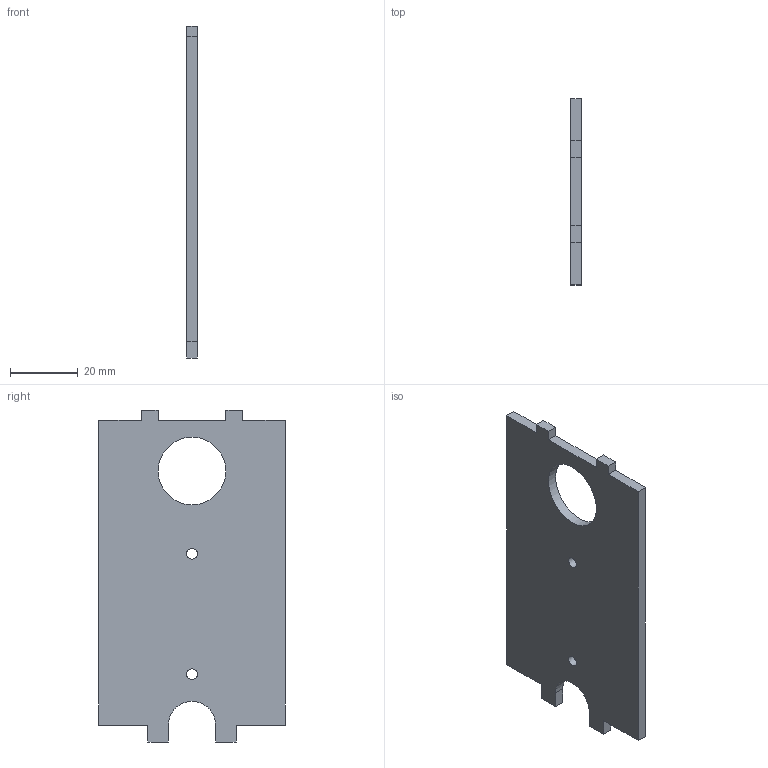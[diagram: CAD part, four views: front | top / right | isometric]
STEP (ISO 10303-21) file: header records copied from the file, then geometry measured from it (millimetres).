
FILE_DESCRIPTION(('FreeCAD Model'),'2;1');
FILE_NAME( 'electronicsshelf.step', '2014-12-16T16:06:04',('FreeCAD'),('FreeCAD'), 'Open CASCADE STEP processor 6.7','FreeCAD','Unknown');
FILE_SCHEMA(('AUTOMOTIVE_DESIGN_CC2 { 1 2 10303 214 -1 1 5 4 }'));
Length unit declared in the file: millimetre
Products named in the file (1): New_electronics_shelf
Bounding box: 3 x 55 x 98 mm (x, y, z)
Volume: 13898.4 mm3; surface area: 10504.4 mm2
Topology: 1 solids, 1 shells, 25 faces, 69 edges, 46 vertices
Faces by surface type: plane 21, cylinder 4
Full cylindrical faces by diameter (mm): 3.2 x2, 20 x1
Entity records: 1721 total; most frequent: CARTESIAN_POINT 279, DIRECTION 267, LINE 191, VECTOR 191, ORIENTED_EDGE 138, PCURVE 138, DEFINITIONAL_REPRESENTATION 138, EDGE_CURVE 69
